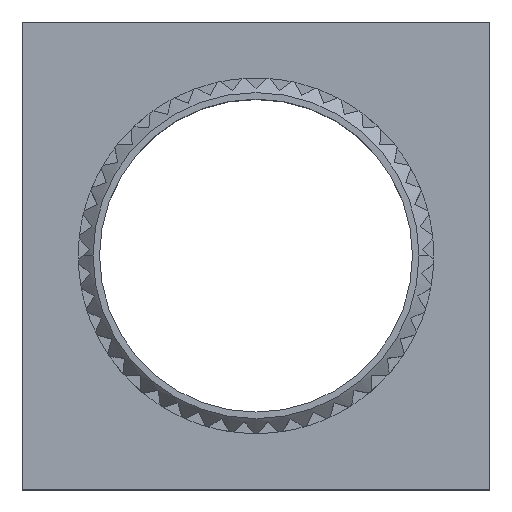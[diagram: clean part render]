
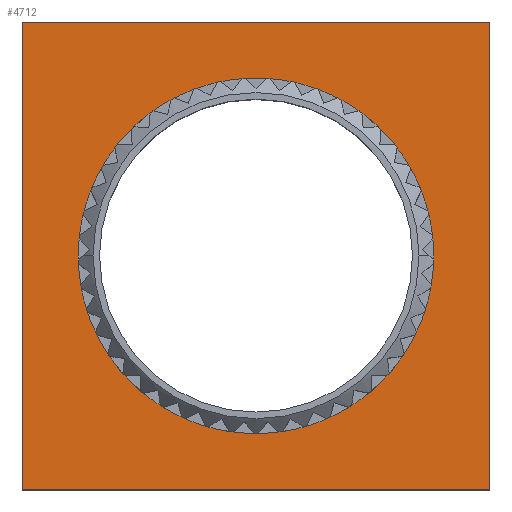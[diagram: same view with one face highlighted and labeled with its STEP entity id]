
A CAD part, top view. The second image highlights one B-rep face of the part: STEP entity #4712.
In plain terms, the highlighted planar face has unit normal (0, 0, 1).
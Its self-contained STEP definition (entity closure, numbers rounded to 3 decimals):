
#61 = DIRECTION ( 'NONE',  ( -1., 0., 0. ) ) ;
#67 = EDGE_CURVE ( 'NONE', #4520, #1660, #2882, .T. ) ;
#74 = DIRECTION ( 'NONE',  ( 1., 0., 0. ) ) ;
#100 = ORIENTED_EDGE ( 'NONE', *, *, #1163, .T. ) ;
#118 = CARTESIAN_POINT ( 'NONE',  ( -8., -8., 2. ) ) ;
#285 = ORIENTED_EDGE ( 'NONE', *, *, #3838, .F. ) ;
#391 = LINE ( 'NONE', #3074, #2199 ) ;
#739 = CARTESIAN_POINT ( 'NONE',  ( -6.075, 0., 2. ) ) ;
#860 = DIRECTION ( 'NONE',  ( 0., 1., 0. ) ) ;
#916 = CARTESIAN_POINT ( 'NONE',  ( -8., -8., 2. ) ) ;
#939 = PLANE ( 'NONE',  #3060 ) ;
#1163 = EDGE_CURVE ( 'NONE', #1199, #4520, #4430, .T. ) ;
#1199 = VERTEX_POINT ( 'NONE', #916 ) ;
#1297 = CARTESIAN_POINT ( 'NONE',  ( 8., 8., 2. ) ) ;
#1409 = EDGE_LOOP ( 'NONE', ( #1689, #100, #2864, #2394 ) ) ;
#1413 = VERTEX_POINT ( 'NONE', #1789 ) ;
#1630 = DIRECTION ( 'NONE',  ( 1., 0., 0. ) ) ;
#1660 = VERTEX_POINT ( 'NONE', #1297 ) ;
#1689 = ORIENTED_EDGE ( 'NONE', *, *, #4677, .T. ) ;
#1789 = CARTESIAN_POINT ( 'NONE',  ( 6.075, 0., 2. ) ) ;
#1936 = CARTESIAN_POINT ( 'NONE',  ( -8., 8., 2. ) ) ;
#1938 = ORIENTED_EDGE ( 'NONE', *, *, #3357, .F. ) ;
#2000 = VERTEX_POINT ( 'NONE', #739 ) ;
#2119 = DIRECTION ( 'NONE',  ( 0., -1., 0. ) ) ;
#2133 = AXIS2_PLACEMENT_3D ( 'NONE', #4067, #3232, #3623 ) ;
#2134 = FACE_OUTER_BOUND ( 'NONE', #1409, .T. ) ;
#2199 = VECTOR ( 'NONE', #2119, 1000. ) ;
#2364 = CIRCLE ( 'NONE', #3828, 6.075 ) ;
#2394 = ORIENTED_EDGE ( 'NONE', *, *, #3302, .T. ) ;
#2433 = CARTESIAN_POINT ( 'NONE',  ( 0., 0., 2. ) ) ;
#2574 = VECTOR ( 'NONE', #860, 1000. ) ;
#2804 = CARTESIAN_POINT ( 'NONE',  ( -8., -8., 2. ) ) ;
#2818 = VECTOR ( 'NONE', #61, 1000. ) ;
#2864 = ORIENTED_EDGE ( 'NONE', *, *, #67, .T. ) ;
#2882 = LINE ( 'NONE', #3660, #2574 ) ;
#3060 = AXIS2_PLACEMENT_3D ( 'NONE', #118, #3310, #74 ) ;
#3074 = CARTESIAN_POINT ( 'NONE',  ( -8., 8., 2. ) ) ;
#3179 = DIRECTION ( 'NONE',  ( 1., 0., 0. ) ) ;
#3195 = VERTEX_POINT ( 'NONE', #3524 ) ;
#3232 = DIRECTION ( 'NONE',  ( 0., 0., 1. ) ) ;
#3302 = EDGE_CURVE ( 'NONE', #1660, #3195, #4923, .T. ) ;
#3310 = DIRECTION ( 'NONE',  ( 0., 0., 1. ) ) ;
#3357 = EDGE_CURVE ( 'NONE', #1413, #2000, #2364, .T. ) ;
#3524 = CARTESIAN_POINT ( 'NONE',  ( -8., 8., 2. ) ) ;
#3559 = FACE_BOUND ( 'NONE', #3755, .T. ) ;
#3623 = DIRECTION ( 'NONE',  ( 1., 0., 0. ) ) ;
#3660 = CARTESIAN_POINT ( 'NONE',  ( 8., 8., 2. ) ) ;
#3755 = EDGE_LOOP ( 'NONE', ( #285, #1938 ) ) ;
#3828 = AXIS2_PLACEMENT_3D ( 'NONE', #2433, #4005, #1630 ) ;
#3838 = EDGE_CURVE ( 'NONE', #2000, #1413, #4549, .T. ) ;
#4005 = DIRECTION ( 'NONE',  ( 0., 0., 1. ) ) ;
#4067 = CARTESIAN_POINT ( 'NONE',  ( 0., 0., 2. ) ) ;
#4430 = LINE ( 'NONE', #2804, #4810 ) ;
#4520 = VERTEX_POINT ( 'NONE', #4969 ) ;
#4549 = CIRCLE ( 'NONE', #2133, 6.075 ) ;
#4677 = EDGE_CURVE ( 'NONE', #3195, #1199, #391, .T. ) ;
#4712 = ADVANCED_FACE ( 'NONE', ( #2134, #3559 ), #939, .T. ) ;
#4810 = VECTOR ( 'NONE', #3179, 1000. ) ;
#4923 = LINE ( 'NONE', #1936, #2818 ) ;
#4969 = CARTESIAN_POINT ( 'NONE',  ( 8., -8., 2. ) ) ;
